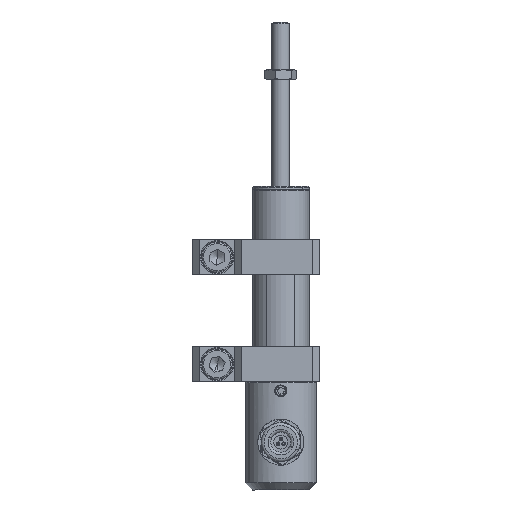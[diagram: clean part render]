
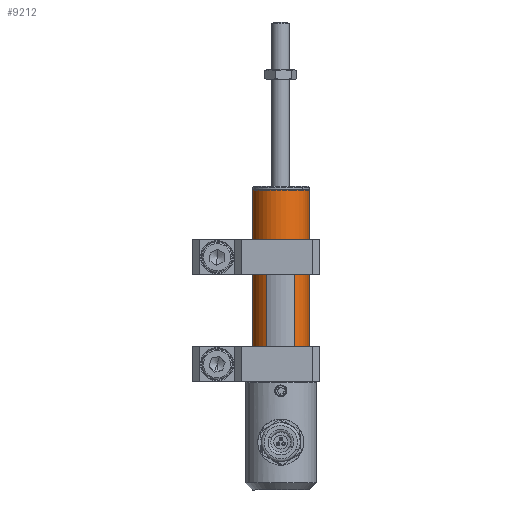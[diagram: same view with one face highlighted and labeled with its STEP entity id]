
A CAD part, front view. The second image highlights one B-rep face of the part: STEP entity #9212.
In plain terms, the highlighted cylindrical face has radius 8 mm (diameter 16 mm), a partial arc.
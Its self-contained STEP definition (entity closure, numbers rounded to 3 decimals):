
#9114 = EDGE_LOOP ( 'NONE', ( #9183, #9223, #9187, #9137 ) ) ;
#9118 = VERTEX_POINT ( 'NONE', #11096 ) ;
#9119 = VERTEX_POINT ( 'NONE', #11087 ) ;
#9121 = EDGE_CURVE ( 'NONE', #9118, #9119, #11080, .T. ) ;
#9125 = EDGE_CURVE ( 'NONE', #9118, #9126, #11081, .T. ) ;
#9126 = VERTEX_POINT ( 'NONE', #11127 ) ;
#9137 = ORIENTED_EDGE ( 'NONE', *, *, #9226, .T. ) ;
#9183 = ORIENTED_EDGE ( 'NONE', *, *, #9121, .F. ) ;
#9187 = ORIENTED_EDGE ( 'NONE', *, *, #9232, .T. ) ;
#9212 = ADVANCED_FACE ( 'NONE', ( #11195 ), #11243, .T. ) ;
#9223 = ORIENTED_EDGE ( 'NONE', *, *, #9125, .T. ) ;
#9226 = EDGE_CURVE ( 'NONE', #9246, #9119, #13648, .T. ) ;
#9232 = EDGE_CURVE ( 'NONE', #9126, #9246, #13656, .T. ) ;
#9246 = VERTEX_POINT ( 'NONE', #13716 ) ;
#11069 = AXIS2_PLACEMENT_3D ( 'NONE', #11073, #11125, #11124 ) ;
#11070 = DIRECTION ( 'NONE',  ( 0., 0., 1. ) ) ;
#11071 = VECTOR ( 'NONE', #11070, 1000. ) ;
#11073 = CARTESIAN_POINT ( 'NONE',  ( 0., 0., -54.5 ) ) ;
#11079 = CARTESIAN_POINT ( 'NONE',  ( -8., 0., -63.7 ) ) ;
#11080 = LINE ( 'NONE', #11079, #11071 ) ;
#11081 = CIRCLE ( 'NONE', #11069, 8. ) ;
#11087 = CARTESIAN_POINT ( 'NONE',  ( -8., 0., -0.15 ) ) ;
#11096 = CARTESIAN_POINT ( 'NONE',  ( -8., 0., -54.5 ) ) ;
#11124 = DIRECTION ( 'NONE',  ( -1., 0., 0. ) ) ;
#11125 = DIRECTION ( 'NONE',  ( 0., 0., 1. ) ) ;
#11127 = CARTESIAN_POINT ( 'NONE',  ( 8., 0., -54.5 ) ) ;
#11195 = FACE_OUTER_BOUND ( 'NONE', #9114, .T. ) ;
#11233 = AXIS2_PLACEMENT_3D ( 'NONE', #11270, #11259, #11244 ) ;
#11243 = CYLINDRICAL_SURFACE ( 'NONE', #11233, 8. ) ;
#11244 = DIRECTION ( 'NONE',  ( 1., 0., 0. ) ) ;
#11259 = DIRECTION ( 'NONE',  ( 0., 0., 1. ) ) ;
#11270 = CARTESIAN_POINT ( 'NONE',  ( 0., 0., -63.7 ) ) ;
#13639 = DIRECTION ( 'NONE',  ( 0., 0., -1. ) ) ;
#13640 = CARTESIAN_POINT ( 'NONE',  ( 0., 0., -0.15 ) ) ;
#13641 = AXIS2_PLACEMENT_3D ( 'NONE', #13640, #13639, #13693 ) ;
#13648 = CIRCLE ( 'NONE', #13641, 8. ) ;
#13655 = CARTESIAN_POINT ( 'NONE',  ( 8., 0., -63.7 ) ) ;
#13656 = LINE ( 'NONE', #13655, #13727 ) ;
#13693 = DIRECTION ( 'NONE',  ( 1., 0., 0. ) ) ;
#13716 = CARTESIAN_POINT ( 'NONE',  ( 8., 0., -0.15 ) ) ;
#13726 = DIRECTION ( 'NONE',  ( 0., 0., 1. ) ) ;
#13727 = VECTOR ( 'NONE', #13726, 1000. ) ;
